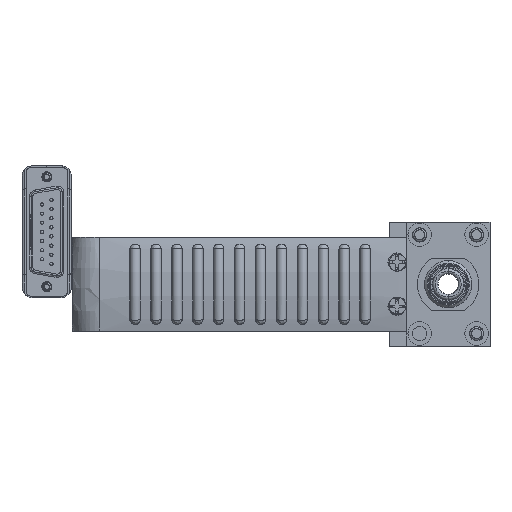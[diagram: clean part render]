
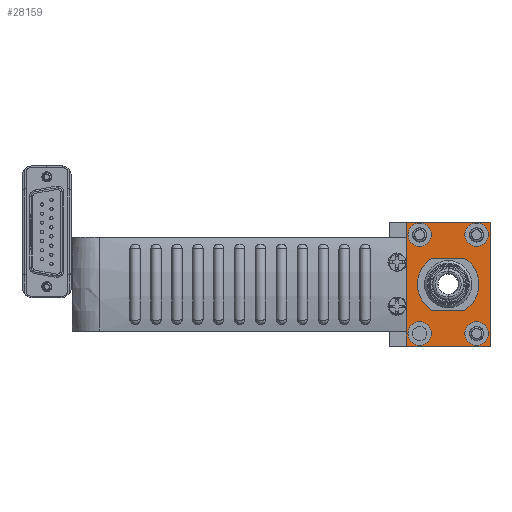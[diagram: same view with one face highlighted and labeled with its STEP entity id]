
A CAD part, left-side view. The second image highlights one B-rep face of the part: STEP entity #28159.
In plain terms, the highlighted planar face has unit normal (-1, 0, 0).
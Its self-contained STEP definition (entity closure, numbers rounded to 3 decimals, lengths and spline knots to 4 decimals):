
#10713 = DIRECTION ( 'NONE',  ( 1., 0., 0. ) ) ;
#10718 = PLANE ( 'NONE',  #24143 ) ;
#10720 = CARTESIAN_POINT ( 'NONE',  ( -1.326, -0.007, 0.74 ) ) ;
#10722 = DIRECTION ( 'NONE',  ( 0., 0., -1. ) ) ;
#18124 = LINE ( 'NONE', #55234, #18131 ) ;
#18128 = LINE ( 'NONE', #55235, #18133 ) ;
#18130 = CIRCLE ( 'NONE', #77619, 0.1405 ) ;
#18131 = VECTOR ( 'NONE', #55249, 39.3701 ) ;
#18132 = LINE ( 'NONE', #55251, #18135 ) ;
#18133 = VECTOR ( 'NONE', #55250, 39.3701 ) ;
#18134 = LINE ( 'NONE', #55253, #18137 ) ;
#18135 = VECTOR ( 'NONE', #55252, 39.3701 ) ;
#18136 = CIRCLE ( 'NONE', #77618, 0.1405 ) ;
#18137 = VECTOR ( 'NONE', #55254, 39.3701 ) ;
#18138 = CIRCLE ( 'NONE', #77621, 0.1405 ) ;
#18139 = CIRCLE ( 'NONE', #77620, 0.1405 ) ;
#18140 = CIRCLE ( 'NONE', #77623, 0.1405 ) ;
#18141 = CIRCLE ( 'NONE', #77622, 0.1405 ) ;
#18142 = CIRCLE ( 'NONE', #77625, 0.1405 ) ;
#18143 = CIRCLE ( 'NONE', #77624, 0.1405 ) ;
#18144 = LINE ( 'NONE', #55282, #18148 ) ;
#18145 = CIRCLE ( 'NONE', #77626, 0.368 ) ;
#18148 = VECTOR ( 'NONE', #55277, 39.3701 ) ;
#18151 = CIRCLE ( 'NONE', #77627, 0.368 ) ;
#18153 = LINE ( 'NONE', #55287, #18155 ) ;
#18155 = VECTOR ( 'NONE', #55273, 39.3701 ) ;
#20691 = FACE_BOUND ( 'NONE', #47332, .T. ) ;
#20695 = FACE_BOUND ( 'NONE', #44527, .T. ) ;
#20697 = FACE_OUTER_BOUND ( 'NONE', #44503, .T. ) ;
#20698 = FACE_BOUND ( 'NONE', #47274, .T. ) ;
#20700 = FACE_BOUND ( 'NONE', #47286, .T. ) ;
#20701 = FACE_BOUND ( 'NONE', #47312, .T. ) ;
#24143 = AXIS2_PLACEMENT_3D ( 'NONE', #10720, #10713, #10722 ) ;
#28159 = ADVANCED_FACE ( 'NONE', ( #20697, #20700, #20691, #20695, #20698, #20701 ), #10718, .F. ) ;
#35714 = EDGE_CURVE ( 'NONE', #67082, #66972, #18124, .T. ) ;
#35717 = EDGE_CURVE ( 'NONE', #66972, #66970, #18128, .T. ) ;
#35718 = EDGE_CURVE ( 'NONE', #67061, #67082, #18132, .T. ) ;
#35720 = EDGE_CURVE ( 'NONE', #66970, #67061, #18134, .T. ) ;
#35722 = EDGE_CURVE ( 'NONE', #66983, #67038, #18136, .T. ) ;
#35724 = EDGE_CURVE ( 'NONE', #67038, #66983, #18130, .T. ) ;
#35725 = EDGE_CURVE ( 'NONE', #66960, #67040, #18139, .T. ) ;
#35726 = EDGE_CURVE ( 'NONE', #67040, #66960, #18138, .T. ) ;
#35727 = EDGE_CURVE ( 'NONE', #67067, #67044, #18141, .T. ) ;
#35728 = EDGE_CURVE ( 'NONE', #67044, #67067, #18140, .T. ) ;
#35730 = EDGE_CURVE ( 'NONE', #67055, #67073, #18143, .T. ) ;
#35732 = EDGE_CURVE ( 'NONE', #67073, #67055, #18142, .T. ) ;
#35734 = EDGE_CURVE ( 'NONE', #67043, #67065, #18145, .T. ) ;
#35735 = EDGE_CURVE ( 'NONE', #67059, #67043, #18144, .T. ) ;
#35739 = EDGE_CURVE ( 'NONE', #67068, #67059, #18151, .T. ) ;
#35740 = EDGE_CURVE ( 'NONE', #67065, #67068, #18153, .T. ) ;
#37143 = ORIENTED_EDGE ( 'NONE', *, *, #35725, .F. ) ;
#37200 = ORIENTED_EDGE ( 'NONE', *, *, #35730, .F. ) ;
#44503 = EDGE_LOOP ( 'NONE', ( #75869, #75871, #75861, #75867 ) ) ;
#44527 = EDGE_LOOP ( 'NONE', ( #75907, #75949 ) ) ;
#47274 = EDGE_LOOP ( 'NONE', ( #37200, #75927 ) ) ;
#47286 = EDGE_LOOP ( 'NONE', ( #75919, #75921 ) ) ;
#47312 = EDGE_LOOP ( 'NONE', ( #75925, #75909, #75915, #75917 ) ) ;
#47332 = EDGE_LOOP ( 'NONE', ( #37143, #75923 ) ) ;
#55234 = CARTESIAN_POINT ( 'NONE',  ( -1.326, 0.993, 0.74 ) ) ;
#55235 = CARTESIAN_POINT ( 'NONE',  ( -1.326, 0.993, 0.74 ) ) ;
#55249 = DIRECTION ( 'NONE',  ( 0., 0., 1. ) ) ;
#55250 = DIRECTION ( 'NONE',  ( 0., -1., 0. ) ) ;
#55251 = CARTESIAN_POINT ( 'NONE',  ( -1.326, 0.993, -0.74 ) ) ;
#55252 = DIRECTION ( 'NONE',  ( 0., 1., 0. ) ) ;
#55253 = CARTESIAN_POINT ( 'NONE',  ( -1.326, -0.007, 0.74 ) ) ;
#55254 = DIRECTION ( 'NONE',  ( 0., 0., -1. ) ) ;
#55255 = CARTESIAN_POINT ( 'NONE',  ( -1.326, 0.833, 0.5902 ) ) ;
#55256 = DIRECTION ( 'NONE',  ( -1., 0., 0. ) ) ;
#55257 = DIRECTION ( 'NONE',  ( 0., 0., 1. ) ) ;
#55258 = CARTESIAN_POINT ( 'NONE',  ( -1.326, 0.833, 0.5902 ) ) ;
#55259 = DIRECTION ( 'NONE',  ( -1., 0., 0. ) ) ;
#55260 = DIRECTION ( 'NONE',  ( 0., 0., 1. ) ) ;
#55261 = CARTESIAN_POINT ( 'NONE',  ( -1.326, 0.153, 0.5902 ) ) ;
#55262 = DIRECTION ( 'NONE',  ( -1., 0., 0. ) ) ;
#55263 = DIRECTION ( 'NONE',  ( 0., 0., 1. ) ) ;
#55264 = CARTESIAN_POINT ( 'NONE',  ( -1.326, 0.153, 0.5902 ) ) ;
#55265 = DIRECTION ( 'NONE',  ( -1., 0., 0. ) ) ;
#55266 = DIRECTION ( 'NONE',  ( 0., 0., 1. ) ) ;
#55267 = CARTESIAN_POINT ( 'NONE',  ( -1.326, 0.153, -0.5902 ) ) ;
#55268 = DIRECTION ( 'NONE',  ( -1., 0., 0. ) ) ;
#55269 = DIRECTION ( 'NONE',  ( 0., 0., 1. ) ) ;
#55270 = CARTESIAN_POINT ( 'NONE',  ( -1.326, 0.153, -0.5902 ) ) ;
#55271 = DIRECTION ( 'NONE',  ( -1., 0., 0. ) ) ;
#55272 = DIRECTION ( 'NONE',  ( 0., 0., 1. ) ) ;
#55273 = DIRECTION ( 'NONE',  ( 0., -1., 0. ) ) ;
#55274 = CARTESIAN_POINT ( 'NONE',  ( -1.326, 0.833, -0.5902 ) ) ;
#55275 = DIRECTION ( 'NONE',  ( -1., 0., 0. ) ) ;
#55276 = DIRECTION ( 'NONE',  ( 0., 0., 1. ) ) ;
#55277 = DIRECTION ( 'NONE',  ( 0., 1., 0. ) ) ;
#55278 = CARTESIAN_POINT ( 'NONE',  ( -1.326, 0.833, -0.5902 ) ) ;
#55279 = DIRECTION ( 'NONE',  ( -1., 0., 0. ) ) ;
#55280 = DIRECTION ( 'NONE',  ( 0., 0., 1. ) ) ;
#55282 = CARTESIAN_POINT ( 'NONE',  ( -1.326, 0.6913, 0.31 ) ) ;
#55283 = CARTESIAN_POINT ( 'NONE',  ( -1.326, 0.493, 0. ) ) ;
#55284 = DIRECTION ( 'NONE',  ( -1., 0., 0. ) ) ;
#55285 = DIRECTION ( 'NONE',  ( 0., 0., 1. ) ) ;
#55287 = CARTESIAN_POINT ( 'NONE',  ( -1.326, 0.6913, -0.31 ) ) ;
#55292 = CARTESIAN_POINT ( 'NONE',  ( -1.326, 0.493, 0. ) ) ;
#55293 = DIRECTION ( 'NONE',  ( -1., 0., 0. ) ) ;
#55294 = DIRECTION ( 'NONE',  ( 0., 0., 1. ) ) ;
#66960 = VERTEX_POINT ( 'NONE', #72225 ) ;
#66970 = VERTEX_POINT ( 'NONE', #72235 ) ;
#66972 = VERTEX_POINT ( 'NONE', #72237 ) ;
#66983 = VERTEX_POINT ( 'NONE', #72248 ) ;
#67038 = VERTEX_POINT ( 'NONE', #72303 ) ;
#67040 = VERTEX_POINT ( 'NONE', #72305 ) ;
#67043 = VERTEX_POINT ( 'NONE', #72308 ) ;
#67044 = VERTEX_POINT ( 'NONE', #72309 ) ;
#67055 = VERTEX_POINT ( 'NONE', #72320 ) ;
#67059 = VERTEX_POINT ( 'NONE', #72324 ) ;
#67061 = VERTEX_POINT ( 'NONE', #72326 ) ;
#67065 = VERTEX_POINT ( 'NONE', #72330 ) ;
#67067 = VERTEX_POINT ( 'NONE', #72332 ) ;
#67068 = VERTEX_POINT ( 'NONE', #72333 ) ;
#67073 = VERTEX_POINT ( 'NONE', #72338 ) ;
#67082 = VERTEX_POINT ( 'NONE', #72347 ) ;
#72225 = CARTESIAN_POINT ( 'NONE',  ( -1.326, 0.153, 0.7307 ) ) ;
#72235 = CARTESIAN_POINT ( 'NONE',  ( -1.326, -0.007, 0.74 ) ) ;
#72237 = CARTESIAN_POINT ( 'NONE',  ( -1.326, 0.993, 0.74 ) ) ;
#72248 = CARTESIAN_POINT ( 'NONE',  ( -1.326, 0.833, 0.7307 ) ) ;
#72303 = CARTESIAN_POINT ( 'NONE',  ( -1.326, 0.833, 0.4497 ) ) ;
#72305 = CARTESIAN_POINT ( 'NONE',  ( -1.326, 0.153, 0.4497 ) ) ;
#72308 = CARTESIAN_POINT ( 'NONE',  ( -1.326, 0.6913, 0.31 ) ) ;
#72309 = CARTESIAN_POINT ( 'NONE',  ( -1.326, 0.153, -0.7307 ) ) ;
#72320 = CARTESIAN_POINT ( 'NONE',  ( -1.326, 0.833, -0.4497 ) ) ;
#72324 = CARTESIAN_POINT ( 'NONE',  ( -1.326, 0.2947, 0.31 ) ) ;
#72326 = CARTESIAN_POINT ( 'NONE',  ( -1.326, -0.007, -0.74 ) ) ;
#72330 = CARTESIAN_POINT ( 'NONE',  ( -1.326, 0.6913, -0.31 ) ) ;
#72332 = CARTESIAN_POINT ( 'NONE',  ( -1.326, 0.153, -0.4497 ) ) ;
#72333 = CARTESIAN_POINT ( 'NONE',  ( -1.326, 0.2947, -0.31 ) ) ;
#72338 = CARTESIAN_POINT ( 'NONE',  ( -1.326, 0.833, -0.7307 ) ) ;
#72347 = CARTESIAN_POINT ( 'NONE',  ( -1.326, 0.993, -0.74 ) ) ;
#75861 = ORIENTED_EDGE ( 'NONE', *, *, #35718, .F. ) ;
#75867 = ORIENTED_EDGE ( 'NONE', *, *, #35720, .F. ) ;
#75869 = ORIENTED_EDGE ( 'NONE', *, *, #35717, .F. ) ;
#75871 = ORIENTED_EDGE ( 'NONE', *, *, #35714, .F. ) ;
#75907 = ORIENTED_EDGE ( 'NONE', *, *, #35727, .F. ) ;
#75909 = ORIENTED_EDGE ( 'NONE', *, *, #35735, .F. ) ;
#75915 = ORIENTED_EDGE ( 'NONE', *, *, #35739, .F. ) ;
#75917 = ORIENTED_EDGE ( 'NONE', *, *, #35740, .F. ) ;
#75919 = ORIENTED_EDGE ( 'NONE', *, *, #35722, .F. ) ;
#75921 = ORIENTED_EDGE ( 'NONE', *, *, #35724, .F. ) ;
#75923 = ORIENTED_EDGE ( 'NONE', *, *, #35726, .F. ) ;
#75925 = ORIENTED_EDGE ( 'NONE', *, *, #35734, .F. ) ;
#75927 = ORIENTED_EDGE ( 'NONE', *, *, #35732, .F. ) ;
#75949 = ORIENTED_EDGE ( 'NONE', *, *, #35728, .F. ) ;
#77618 = AXIS2_PLACEMENT_3D ( 'NONE', #55255, #55256, #55257 ) ;
#77619 = AXIS2_PLACEMENT_3D ( 'NONE', #55258, #55259, #55260 ) ;
#77620 = AXIS2_PLACEMENT_3D ( 'NONE', #55261, #55262, #55263 ) ;
#77621 = AXIS2_PLACEMENT_3D ( 'NONE', #55264, #55265, #55266 ) ;
#77622 = AXIS2_PLACEMENT_3D ( 'NONE', #55267, #55268, #55269 ) ;
#77623 = AXIS2_PLACEMENT_3D ( 'NONE', #55270, #55271, #55272 ) ;
#77624 = AXIS2_PLACEMENT_3D ( 'NONE', #55274, #55275, #55276 ) ;
#77625 = AXIS2_PLACEMENT_3D ( 'NONE', #55278, #55279, #55280 ) ;
#77626 = AXIS2_PLACEMENT_3D ( 'NONE', #55283, #55284, #55285 ) ;
#77627 = AXIS2_PLACEMENT_3D ( 'NONE', #55292, #55293, #55294 ) ;
